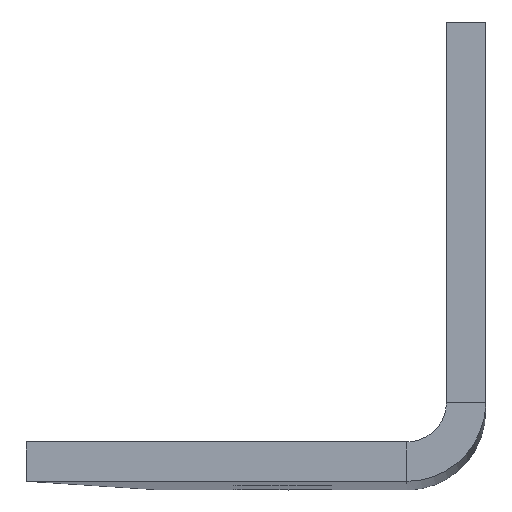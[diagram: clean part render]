
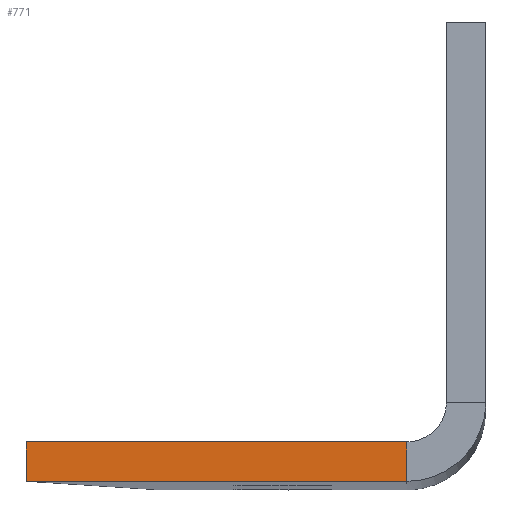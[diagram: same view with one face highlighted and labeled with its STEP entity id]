
A CAD part, top view. The second image highlights one B-rep face of the part: STEP entity #771.
In plain terms, the highlighted free-form (B-spline) face has degree [1, 1] with [2, 2] control points.
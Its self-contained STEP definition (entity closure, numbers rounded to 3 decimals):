
#11 = CARTESIAN_POINT ( 'NONE',  ( -44.186, -5.558, 0. ) ) ;
#118 = B_SPLINE_CURVE_WITH_KNOTS ( 'NONE', 1,
 ( #11, #147 ),
 .UNSPECIFIED., .F., .F.,
 ( 2, 2 ),
 ( 0., 1. ),
 .UNSPECIFIED. ) ;
#146 = EDGE_CURVE ( 'NONE', #247, #233, #118, .T. ) ;
#147 = CARTESIAN_POINT ( 'NONE',  ( 13.814, -5.558, 0. ) ) ;
#202 = CARTESIAN_POINT ( 'NONE',  ( -44.186, -5.558, 0. ) ) ;
#221 = CARTESIAN_POINT ( 'NONE',  ( -44.186, 0.442, 0. ) ) ;
#233 = VERTEX_POINT ( 'NONE', #316 ) ;
#247 = VERTEX_POINT ( 'NONE', #500 ) ;
#266 = ORIENTED_EDGE ( 'NONE', *, *, #414, .F. ) ;
#269 = ORIENTED_EDGE ( 'NONE', *, *, #571, .F. ) ;
#316 = CARTESIAN_POINT ( 'NONE',  ( 13.814, -5.558, 0. ) ) ;
#342 = VERTEX_POINT ( 'NONE', #382 ) ;
#345 = CARTESIAN_POINT ( 'NONE',  ( 13.814, -5.558, 0. ) ) ;
#382 = CARTESIAN_POINT ( 'NONE',  ( 13.814, 0.442, 0. ) ) ;
#414 = EDGE_CURVE ( 'NONE', #573, #342, #509, .T. ) ;
#472 = B_SPLINE_CURVE_WITH_KNOTS ( 'NONE', 1,
 ( #543, #850 ),
 .UNSPECIFIED., .F., .F.,
 ( 2, 2 ),
 ( 0., 1. ),
 .UNSPECIFIED. ) ;
#500 = CARTESIAN_POINT ( 'NONE',  ( -44.186, -5.558, 0. ) ) ;
#502 = CARTESIAN_POINT ( 'NONE',  ( 13.814, 0.442, 0. ) ) ;
#509 = B_SPLINE_CURVE_WITH_KNOTS ( 'NONE', 1,
 ( #753, #502 ),
 .UNSPECIFIED., .F., .F.,
 ( 2, 2 ),
 ( 0., 1. ),
 .UNSPECIFIED. ) ;
#543 = CARTESIAN_POINT ( 'NONE',  ( 13.814, 0.442, 0. ) ) ;
#571 = EDGE_CURVE ( 'NONE', #247, #573, #790, .T. ) ;
#572 = FACE_OUTER_BOUND ( 'NONE', #806, .T. ) ;
#573 = VERTEX_POINT ( 'NONE', #221 ) ;
#591 = CARTESIAN_POINT ( 'NONE',  ( -44.186, -5.558, 0. ) ) ;
#605 = CARTESIAN_POINT ( 'NONE',  ( -44.186, 0.442, 0. ) ) ;
#606 = ORIENTED_EDGE ( 'NONE', *, *, #146, .T. ) ;
#663 = CARTESIAN_POINT ( 'NONE',  ( 13.814, 0.442, 0. ) ) ;
#707 = CARTESIAN_POINT ( 'NONE',  ( -44.186, 0.442, 0. ) ) ;
#720 = B_SPLINE_SURFACE_WITH_KNOTS ( 'NONE', 1, 1, ( 
 ( #707, #591 ),
 ( #663, #345 ) ),
 .UNSPECIFIED., .F., .F., .F.,
 ( 2, 2 ),
 ( 2, 2 ),
 ( 0., 1. ),
 ( 0., 1. ),
 .UNSPECIFIED. ) ;
#753 = CARTESIAN_POINT ( 'NONE',  ( -44.186, 0.442, 0. ) ) ;
#771 = ADVANCED_FACE ( 'NONE', ( #572 ), #720, .F. ) ;
#790 = B_SPLINE_CURVE_WITH_KNOTS ( 'NONE', 1,
 ( #202, #605 ),
 .UNSPECIFIED., .F., .F.,
 ( 2, 2 ),
 ( 0., 1. ),
 .UNSPECIFIED. ) ;
#800 = ORIENTED_EDGE ( 'NONE', *, *, #804, .F. ) ;
#804 = EDGE_CURVE ( 'NONE', #342, #233, #472, .T. ) ;
#806 = EDGE_LOOP ( 'NONE', ( #269, #606, #800, #266 ) ) ;
#850 = CARTESIAN_POINT ( 'NONE',  ( 13.814, -5.558, 0. ) ) ;
